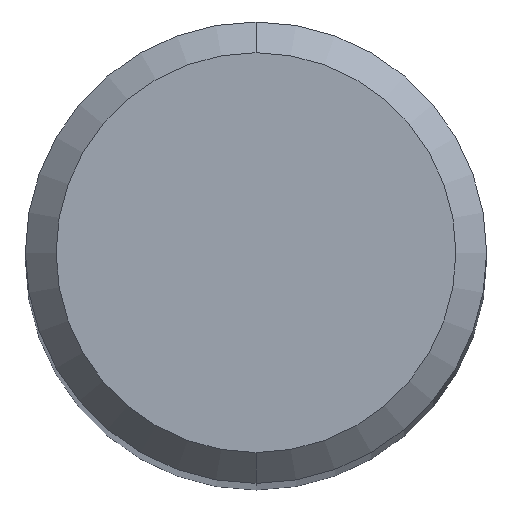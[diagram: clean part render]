
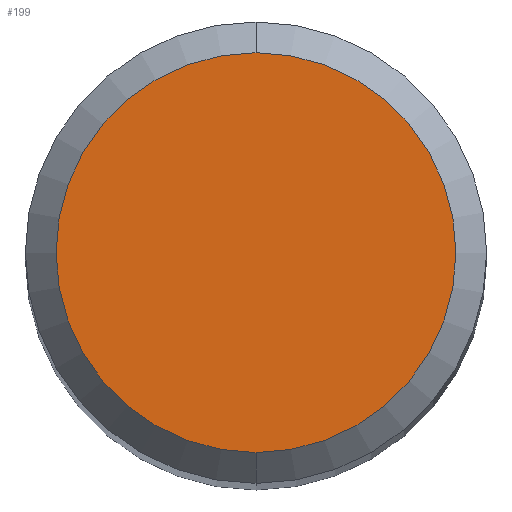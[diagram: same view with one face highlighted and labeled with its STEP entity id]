
A CAD part, top view. The second image highlights one B-rep face of the part: STEP entity #199.
In plain terms, the highlighted planar face has unit normal (0, 0, 1).
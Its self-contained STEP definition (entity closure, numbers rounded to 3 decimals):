
#191=EDGE_CURVE('',#207,#205,#493,.T.);
#199=ADVANCED_FACE('',(#501),#502,.T.);
#205=VERTEX_POINT('',#509);
#207=VERTEX_POINT('',#511);
#373=EDGE_CURVE('',#205,#207,#693,.T.);
#493=CIRCLE('',#826,2.6);
#501=FACE_OUTER_BOUND('',#836,.T.);
#502=PLANE('',#837);
#509=CARTESIAN_POINT('',(0.0,2.6,0.0));
#511=CARTESIAN_POINT('',(0.,-2.6,0.0));
#693=CIRCLE('',#1237,2.6);
#826=AXIS2_PLACEMENT_3D('',#1440,#1441,#1442);
#836=EDGE_LOOP('',(#1445,#1446));
#837=AXIS2_PLACEMENT_3D('',#1447,#1448,#1449);
#1237=AXIS2_PLACEMENT_3D('',#1651,#1652,#1653);
#1440=CARTESIAN_POINT('',(0.0,0.0,0.0));
#1441=DIRECTION('',(0.0,0.0,-1.0));
#1442=DIRECTION('',(0.0,1.0,0.0));
#1445=ORIENTED_EDGE('',*,*,#373,.F.);
#1446=ORIENTED_EDGE('',*,*,#191,.F.);
#1447=CARTESIAN_POINT('',(0.0,1.3,0.0));
#1448=DIRECTION('',(-0.0,0.0,1.0));
#1449=DIRECTION('',(0.0,-1.0,0.0));
#1651=CARTESIAN_POINT('',(0.0,0.0,0.0));
#1652=DIRECTION('',(0.0,0.0,-1.0));
#1653=DIRECTION('',(0.0,1.0,0.0));
